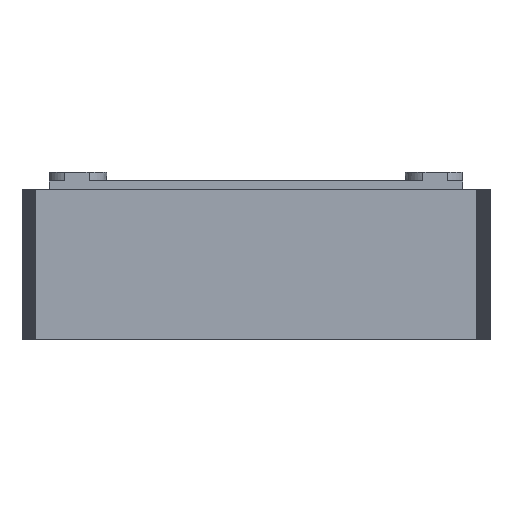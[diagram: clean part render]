
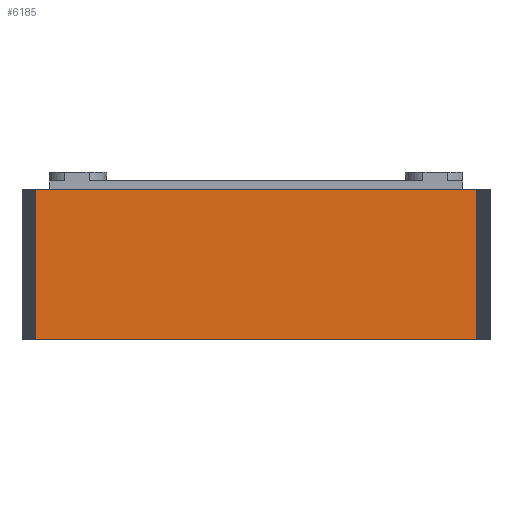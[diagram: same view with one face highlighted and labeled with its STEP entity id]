
A CAD part, front view. The second image highlights one B-rep face of the part: STEP entity #6185.
In plain terms, the highlighted free-form (B-spline) face has degree [1, 1] with [2, 2] control points.
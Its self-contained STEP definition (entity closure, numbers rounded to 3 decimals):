
#67 = B_SPLINE_SURFACE_WITH_KNOTS('',1,1,(
    (#68,#69)
    ,(#70,#71
    )),.UNSPECIFIED.,.F.,.F.,.F.,(2,2),(2,2),(-1043.307,
    1043.307),(-1240.157,1240.157),
  .PIECEWISE_BEZIER_KNOTS.);
#68 = CARTESIAN_POINT('',(6.695,-36.536,17.
    ));
#69 = CARTESIAN_POINT('',(6.695,26.464,17.
    ));
#70 = CARTESIAN_POINT('',(-46.306,-36.536,
    17.));
#71 = CARTESIAN_POINT('',(-46.306,26.464,
    17.));
#115 = B_SPLINE_SURFACE_WITH_KNOTS('',1,1,(
    (#116,#117)
    ,(#118,#119
    )),.UNSPECIFIED.,.F.,.F.,.F.,(2,2),(2,2),(-1043.307,
    1043.307),(-1240.157,1240.157),
  .PIECEWISE_BEZIER_KNOTS.);
#116 = CARTESIAN_POINT('',(6.695,-36.536,0.));
#117 = CARTESIAN_POINT('',(6.695,26.464,0.));
#118 = CARTESIAN_POINT('',(-46.306,-36.536,0.));
#119 = CARTESIAN_POINT('',(-46.306,26.464,0.));
#2203 = VERTEX_POINT('',#2204);
#2204 = CARTESIAN_POINT('',(5.195,-36.536,0.));
#2216 = B_SPLINE_SURFACE_WITH_KNOTS('',1,1,(
    (#2217,#2218)
    ,(#2219,#2220
    )),.UNSPECIFIED.,.F.,.F.,.F.,(2,2),(2,2),(0.,4.032),(
    -669.291,0.),.PIECEWISE_BEZIER_KNOTS.);
#2217 = CARTESIAN_POINT('',(5.297,-36.532,
    17.));
#2218 = CARTESIAN_POINT('',(5.297,-36.532,0.));
#2219 = CARTESIAN_POINT('',(5.195,-36.536,
    17.));
#2220 = CARTESIAN_POINT('',(5.195,-36.536,0.));
#2227 = EDGE_CURVE('',#2203,#2228,#2230,.T.);
#2228 = VERTEX_POINT('',#2229);
#2229 = CARTESIAN_POINT('',(-44.806,-36.536,0.));
#2230 = SURFACE_CURVE('',#2231,(#2234,#2240),.PCURVE_S1.);
#2231 = B_SPLINE_CURVE_WITH_KNOTS('',1,(#2232,#2233),.UNSPECIFIED.,.F.,
  .F.,(2,2),(0.,1968.504),.PIECEWISE_BEZIER_KNOTS.);
#2232 = CARTESIAN_POINT('',(5.195,-36.536,0.));
#2233 = CARTESIAN_POINT('',(-44.806,-36.536,0.));
#2234 = PCURVE('',#115,#2235);
#2235 = DEFINITIONAL_REPRESENTATION('',(#2236),#2239);
#2236 = B_SPLINE_CURVE_WITH_KNOTS('',1,(#2237,#2238),.UNSPECIFIED.,.F.,
  .F.,(2,2),(0.,1968.504),.PIECEWISE_BEZIER_KNOTS.);
#2237 = CARTESIAN_POINT('',(-984.252,-1240.157));
#2238 = CARTESIAN_POINT('',(984.252,-1240.157));
#2239 = ( GEOMETRIC_REPRESENTATION_CONTEXT(2) 
PARAMETRIC_REPRESENTATION_CONTEXT() REPRESENTATION_CONTEXT('2D SPACE',''
  ) );
#2240 = PCURVE('',#2241,#2246);
#2241 = B_SPLINE_SURFACE_WITH_KNOTS('',1,1,(
    (#2242,#2243)
    ,(#2244,#2245
    )),.UNSPECIFIED.,.F.,.F.,.F.,(2,2),(2,2),(0.,1968.504),(
    -669.291,0.),.PIECEWISE_BEZIER_KNOTS.);
#2242 = CARTESIAN_POINT('',(5.195,-36.536,
    17.));
#2243 = CARTESIAN_POINT('',(5.195,-36.536,0.));
#2244 = CARTESIAN_POINT('',(-44.806,-36.536,
    17.));
#2245 = CARTESIAN_POINT('',(-44.806,-36.536,0.));
#2246 = DEFINITIONAL_REPRESENTATION('',(#2247),#2250);
#2247 = B_SPLINE_CURVE_WITH_KNOTS('',1,(#2248,#2249),.UNSPECIFIED.,.F.,
  .F.,(2,2),(0.,1968.504),.PIECEWISE_BEZIER_KNOTS.);
#2248 = CARTESIAN_POINT('',(0.,0.));
#2249 = CARTESIAN_POINT('',(1968.504,0.));
#2250 = ( GEOMETRIC_REPRESENTATION_CONTEXT(2) 
PARAMETRIC_REPRESENTATION_CONTEXT() REPRESENTATION_CONTEXT('2D SPACE',''
  ) );
#2266 = B_SPLINE_SURFACE_WITH_KNOTS('',1,1,(
    (#2267,#2268)
    ,(#2269,#2270
    )),.UNSPECIFIED.,.F.,.F.,.F.,(2,2),(2,2),(0.,4.032),(
    -669.291,0.),.PIECEWISE_BEZIER_KNOTS.);
#2267 = CARTESIAN_POINT('',(-44.806,-36.536,
    17.));
#2268 = CARTESIAN_POINT('',(-44.806,-36.536,0.));
#2269 = CARTESIAN_POINT('',(-44.908,-36.532,
    17.));
#2270 = CARTESIAN_POINT('',(-44.908,-36.532,0.));
#4201 = VERTEX_POINT('',#4202);
#4202 = CARTESIAN_POINT('',(5.195,-36.536,
    17.));
#4220 = EDGE_CURVE('',#4201,#4221,#4223,.T.);
#4221 = VERTEX_POINT('',#4222);
#4222 = CARTESIAN_POINT('',(-44.806,-36.536,
    17.));
#4223 = SURFACE_CURVE('',#4224,(#4227,#4233),.PCURVE_S1.);
#4224 = B_SPLINE_CURVE_WITH_KNOTS('',1,(#4225,#4226),.UNSPECIFIED.,.F.,
  .F.,(2,2),(0.,1968.504),.PIECEWISE_BEZIER_KNOTS.);
#4225 = CARTESIAN_POINT('',(5.195,-36.536,
    17.));
#4226 = CARTESIAN_POINT('',(-44.806,-36.536,
    17.));
#4227 = PCURVE('',#67,#4228);
#4228 = DEFINITIONAL_REPRESENTATION('',(#4229),#4232);
#4229 = B_SPLINE_CURVE_WITH_KNOTS('',1,(#4230,#4231),.UNSPECIFIED.,.F.,
  .F.,(2,2),(0.,1968.504),.PIECEWISE_BEZIER_KNOTS.);
#4230 = CARTESIAN_POINT('',(-984.252,-1240.157));
#4231 = CARTESIAN_POINT('',(984.252,-1240.157));
#4232 = ( GEOMETRIC_REPRESENTATION_CONTEXT(2) 
PARAMETRIC_REPRESENTATION_CONTEXT() REPRESENTATION_CONTEXT('2D SPACE',''
  ) );
#4233 = PCURVE('',#2241,#4234);
#4234 = DEFINITIONAL_REPRESENTATION('',(#4235),#4238);
#4235 = B_SPLINE_CURVE_WITH_KNOTS('',1,(#4236,#4237),.UNSPECIFIED.,.F.,
  .F.,(2,2),(0.,1968.504),.PIECEWISE_BEZIER_KNOTS.);
#4236 = CARTESIAN_POINT('',(0.,-669.291));
#4237 = CARTESIAN_POINT('',(1968.504,-669.291));
#4238 = ( GEOMETRIC_REPRESENTATION_CONTEXT(2) 
PARAMETRIC_REPRESENTATION_CONTEXT() REPRESENTATION_CONTEXT('2D SPACE',''
  ) );
#6141 = EDGE_CURVE('',#2228,#4221,#6142,.T.);
#6142 = SURFACE_CURVE('',#6143,(#6146,#6152),.PCURVE_S1.);
#6143 = B_SPLINE_CURVE_WITH_KNOTS('',1,(#6144,#6145),.UNSPECIFIED.,.F.,
  .F.,(2,2),(0.,669.291),.PIECEWISE_BEZIER_KNOTS.);
#6144 = CARTESIAN_POINT('',(-44.806,-36.536,0.));
#6145 = CARTESIAN_POINT('',(-44.806,-36.536,
    17.));
#6146 = PCURVE('',#2266,#6147);
#6147 = DEFINITIONAL_REPRESENTATION('',(#6148),#6151);
#6148 = B_SPLINE_CURVE_WITH_KNOTS('',1,(#6149,#6150),.UNSPECIFIED.,.F.,
  .F.,(2,2),(0.,669.291),.PIECEWISE_BEZIER_KNOTS.);
#6149 = CARTESIAN_POINT('',(0.,0.));
#6150 = CARTESIAN_POINT('',(0.,-669.291));
#6151 = ( GEOMETRIC_REPRESENTATION_CONTEXT(2) 
PARAMETRIC_REPRESENTATION_CONTEXT() REPRESENTATION_CONTEXT('2D SPACE',''
  ) );
#6152 = PCURVE('',#2241,#6153);
#6153 = DEFINITIONAL_REPRESENTATION('',(#6154),#6157);
#6154 = B_SPLINE_CURVE_WITH_KNOTS('',1,(#6155,#6156),.UNSPECIFIED.,.F.,
  .F.,(2,2),(0.,669.291),.PIECEWISE_BEZIER_KNOTS.);
#6155 = CARTESIAN_POINT('',(1968.504,0.));
#6156 = CARTESIAN_POINT('',(1968.504,-669.291));
#6157 = ( GEOMETRIC_REPRESENTATION_CONTEXT(2) 
PARAMETRIC_REPRESENTATION_CONTEXT() REPRESENTATION_CONTEXT('2D SPACE',''
  ) );
#6185 = ADVANCED_FACE('',(#6186),#2241,.T.);
#6186 = FACE_BOUND('',#6187,.T.);
#6187 = EDGE_LOOP('',(#6188,#6206,#6207,#6208));
#6188 = ORIENTED_EDGE('',*,*,#6189,.T.);
#6189 = EDGE_CURVE('',#2203,#4201,#6190,.T.);
#6190 = SURFACE_CURVE('',#6191,(#6194,#6200),.PCURVE_S1.);
#6191 = B_SPLINE_CURVE_WITH_KNOTS('',1,(#6192,#6193),.UNSPECIFIED.,.F.,
  .F.,(2,2),(0.,669.291),.PIECEWISE_BEZIER_KNOTS.);
#6192 = CARTESIAN_POINT('',(5.195,-36.536,0.));
#6193 = CARTESIAN_POINT('',(5.195,-36.536,
    17.));
#6194 = PCURVE('',#2241,#6195);
#6195 = DEFINITIONAL_REPRESENTATION('',(#6196),#6199);
#6196 = B_SPLINE_CURVE_WITH_KNOTS('',1,(#6197,#6198),.UNSPECIFIED.,.F.,
  .F.,(2,2),(0.,669.291),.PIECEWISE_BEZIER_KNOTS.);
#6197 = CARTESIAN_POINT('',(0.,0.));
#6198 = CARTESIAN_POINT('',(0.,-669.291));
#6199 = ( GEOMETRIC_REPRESENTATION_CONTEXT(2) 
PARAMETRIC_REPRESENTATION_CONTEXT() REPRESENTATION_CONTEXT('2D SPACE',''
  ) );
#6200 = PCURVE('',#2216,#6201);
#6201 = DEFINITIONAL_REPRESENTATION('',(#6202),#6205);
#6202 = B_SPLINE_CURVE_WITH_KNOTS('',1,(#6203,#6204),.UNSPECIFIED.,.F.,
  .F.,(2,2),(0.,669.291),.PIECEWISE_BEZIER_KNOTS.);
#6203 = CARTESIAN_POINT('',(4.032,0.));
#6204 = CARTESIAN_POINT('',(4.032,-669.291));
#6205 = ( GEOMETRIC_REPRESENTATION_CONTEXT(2) 
PARAMETRIC_REPRESENTATION_CONTEXT() REPRESENTATION_CONTEXT('2D SPACE',''
  ) );
#6206 = ORIENTED_EDGE('',*,*,#4220,.T.);
#6207 = ORIENTED_EDGE('',*,*,#6141,.F.);
#6208 = ORIENTED_EDGE('',*,*,#2227,.F.);
